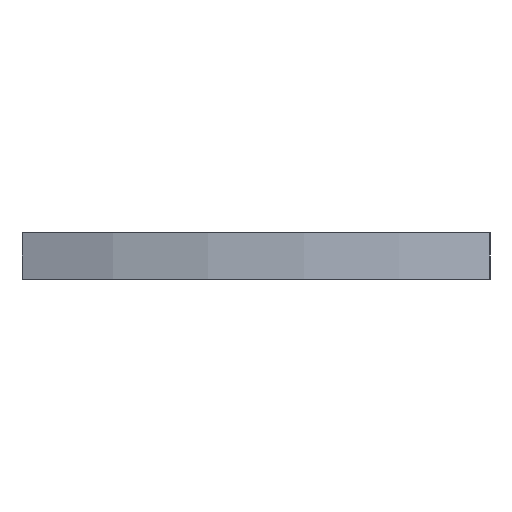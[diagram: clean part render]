
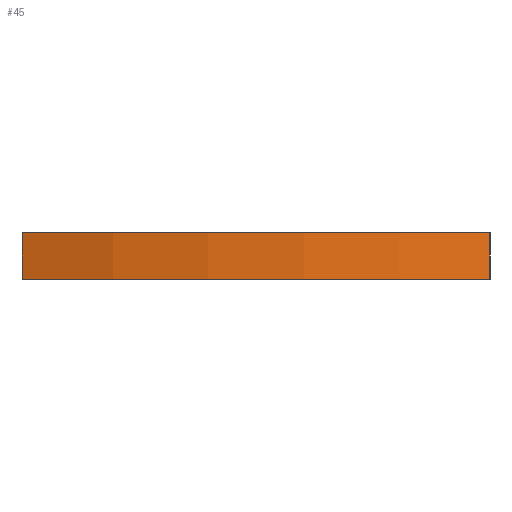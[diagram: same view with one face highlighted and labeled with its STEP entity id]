
A CAD part, left-side view. The second image highlights one B-rep face of the part: STEP entity #45.
In plain terms, the highlighted cylindrical face has radius 40 mm (diameter 80 mm), a partial arc.
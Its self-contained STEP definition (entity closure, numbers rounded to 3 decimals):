
#22 = CIRCLE ( 'NONE', #3945, 40. ) ;
#45 = ADVANCED_FACE ( 'NONE', ( #1145 ), #818, .T. ) ;
#147 = VERTEX_POINT ( 'NONE', #438 ) ;
#236 = CIRCLE ( 'NONE', #2665, 40. ) ;
#438 = CARTESIAN_POINT ( 'NONE',  ( -37.081, -15., -3. ) ) ;
#474 = EDGE_CURVE ( 'NONE', #2428, #736, #3862, .T. ) ;
#703 = ORIENTED_EDGE ( 'NONE', *, *, #2847, .T. ) ;
#736 = VERTEX_POINT ( 'NONE', #1485 ) ;
#818 = CYLINDRICAL_SURFACE ( 'NONE', #1245, 40. ) ;
#909 = ORIENTED_EDGE ( 'NONE', *, *, #2881, .F. ) ;
#1085 = CARTESIAN_POINT ( 'NONE',  ( -37.081, -15., 0. ) ) ;
#1126 = VECTOR ( 'NONE', #2122, 1000. ) ;
#1145 = FACE_OUTER_BOUND ( 'NONE', #3315, .T. ) ;
#1217 = DIRECTION ( 'NONE',  ( 1., 0., 0. ) ) ;
#1245 = AXIS2_PLACEMENT_3D ( 'NONE', #3977, #2379, #2107 ) ;
#1314 = DIRECTION ( 'NONE',  ( 0., 0., 1. ) ) ;
#1411 = DIRECTION ( 'NONE',  ( 0., 0., -1. ) ) ;
#1477 = LINE ( 'NONE', #4080, #1126 ) ;
#1485 = CARTESIAN_POINT ( 'NONE',  ( -37.081, 15., 0. ) ) ;
#1560 = VERTEX_POINT ( 'NONE', #1085 ) ;
#2057 = VECTOR ( 'NONE', #1314, 1000. ) ;
#2107 = DIRECTION ( 'NONE',  ( 1., 0., 0. ) ) ;
#2122 = DIRECTION ( 'NONE',  ( 0., 0., -1. ) ) ;
#2172 = ORIENTED_EDGE ( 'NONE', *, *, #474, .F. ) ;
#2379 = DIRECTION ( 'NONE',  ( 0., 0., 1. ) ) ;
#2428 = VERTEX_POINT ( 'NONE', #3456 ) ;
#2546 = CARTESIAN_POINT ( 'NONE',  ( -37.081, 15., -3. ) ) ;
#2665 = AXIS2_PLACEMENT_3D ( 'NONE', #2716, #1411, #3935 ) ;
#2716 = CARTESIAN_POINT ( 'NONE',  ( 0., 0., 0. ) ) ;
#2808 = EDGE_CURVE ( 'NONE', #1560, #736, #236, .T. ) ;
#2847 = EDGE_CURVE ( 'NONE', #2428, #147, #22, .T. ) ;
#2881 = EDGE_CURVE ( 'NONE', #1560, #147, #1477, .T. ) ;
#3315 = EDGE_LOOP ( 'NONE', ( #703, #909, #3617, #2172 ) ) ;
#3378 = CARTESIAN_POINT ( 'NONE',  ( 0., 0., -3. ) ) ;
#3456 = CARTESIAN_POINT ( 'NONE',  ( -37.081, 15., -3. ) ) ;
#3466 = DIRECTION ( 'NONE',  ( 0., 0., 1. ) ) ;
#3617 = ORIENTED_EDGE ( 'NONE', *, *, #2808, .T. ) ;
#3862 = LINE ( 'NONE', #2546, #2057 ) ;
#3935 = DIRECTION ( 'NONE',  ( -1., 0., 0. ) ) ;
#3945 = AXIS2_PLACEMENT_3D ( 'NONE', #3378, #3466, #1217 ) ;
#3977 = CARTESIAN_POINT ( 'NONE',  ( 0., 0., -3. ) ) ;
#4080 = CARTESIAN_POINT ( 'NONE',  ( -37.081, -15., -3. ) ) ;
